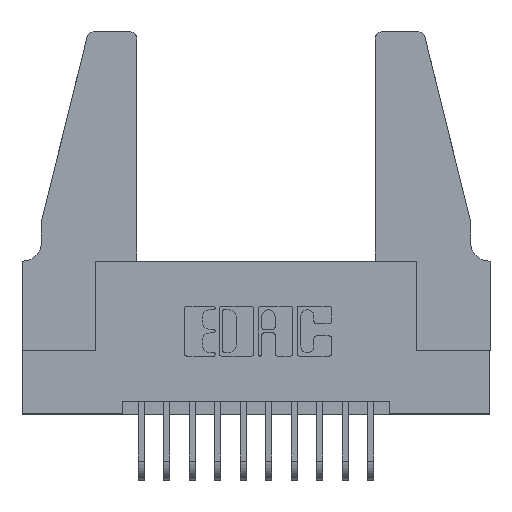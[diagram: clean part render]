
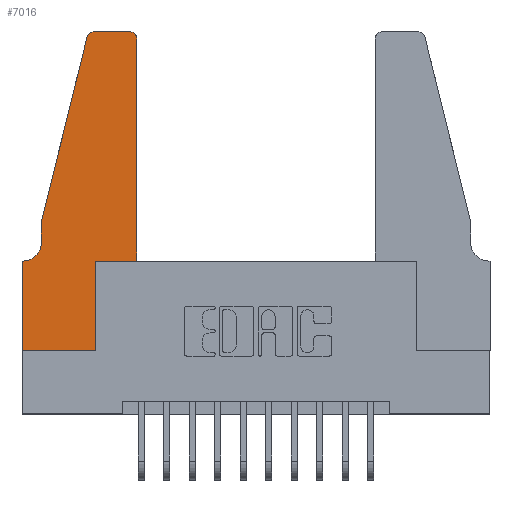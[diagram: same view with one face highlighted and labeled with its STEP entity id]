
A CAD part, top view. The second image highlights one B-rep face of the part: STEP entity #7016.
In plain terms, the highlighted planar face has unit normal (0, 0, 1).
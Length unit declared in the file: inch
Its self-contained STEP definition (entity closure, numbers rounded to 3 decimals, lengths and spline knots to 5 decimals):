
#154 = VERTEX_POINT ( 'NONE', #11093 ) ;
#161 = VERTEX_POINT ( 'NONE', #206 ) ;
#206 = CARTESIAN_POINT ( 'NONE',  ( 0.0755, 0.5, 0.37 ) ) ;
#221 = LINE ( 'NONE', #12802, #11492 ) ;
#284 = CARTESIAN_POINT ( 'NONE',  ( 0.2865, 0.35, 0.37 ) ) ;
#378 = CARTESIAN_POINT ( 'NONE',  ( 0.2865, 0.35, 0.37 ) ) ;
#420 = VERTEX_POINT ( 'NONE', #12596 ) ;
#517 = EDGE_CURVE ( 'NONE', #8966, #5012, #9786, .T. ) ;
#524 = DIRECTION ( 'NONE',  ( 0., 0., 1. ) ) ;
#625 = LINE ( 'NONE', #7955, #3506 ) ;
#659 = DIRECTION ( 'NONE',  ( -1., 0., 0. ) ) ;
#1015 = EDGE_CURVE ( 'NONE', #2648, #8966, #5869, .T. ) ;
#1167 = VERTEX_POINT ( 'NONE', #6361 ) ;
#1386 = DIRECTION ( 'NONE',  ( 1., 0., 0. ) ) ;
#1549 = VECTOR ( 'NONE', #10121, 39.37008 ) ;
#1600 = LINE ( 'NONE', #8408, #12872 ) ;
#1738 = ORIENTED_EDGE ( 'NONE', *, *, #517, .T. ) ;
#1791 = ORIENTED_EDGE ( 'NONE', *, *, #9370, .T. ) ;
#1796 = ORIENTED_EDGE ( 'NONE', *, *, #4579, .T. ) ;
#1874 = CARTESIAN_POINT ( 'NONE',  ( 0.4505, 0.35, 0.37 ) ) ;
#1905 = DIRECTION ( 'NONE',  ( 0., -1., 0. ) ) ;
#2059 = AXIS2_PLACEMENT_3D ( 'NONE', #12231, #5676, #13305 ) ;
#2304 = EDGE_CURVE ( 'NONE', #420, #154, #221, .T. ) ;
#2311 = LINE ( 'NONE', #8119, #10716 ) ;
#2322 = LINE ( 'NONE', #4192, #5226 ) ;
#2340 = VERTEX_POINT ( 'NONE', #9608 ) ;
#2427 = CIRCLE ( 'NONE', #12730, 0.07 ) ;
#2530 = ORIENTED_EDGE ( 'NONE', *, *, #6376, .T. ) ;
#2565 = ORIENTED_EDGE ( 'NONE', *, *, #2304, .T. ) ;
#2645 = DIRECTION ( 'NONE',  ( 0., 1., 0. ) ) ;
#2648 = VERTEX_POINT ( 'NONE', #284 ) ;
#3015 = AXIS2_PLACEMENT_3D ( 'NONE', #12286, #5746, #13362 ) ;
#3067 = VERTEX_POINT ( 'NONE', #7600 ) ;
#3211 = CARTESIAN_POINT ( 'NONE',  ( 0.4205, 1.25, 0.37 ) ) ;
#3506 = VECTOR ( 'NONE', #1386, 39.37008 ) ;
#3632 = CARTESIAN_POINT ( 'NONE',  ( 0.0055, 0.35, 0.37 ) ) ;
#4192 = CARTESIAN_POINT ( 'NONE',  ( 0.2605, 1.25, 0.37 ) ) ;
#4572 = PLANE ( 'NONE',  #2059 ) ;
#4579 = EDGE_CURVE ( 'NONE', #11765, #3067, #2322, .T. ) ;
#4712 = VERTEX_POINT ( 'NONE', #9868 ) ;
#4980 = EDGE_CURVE ( 'NONE', #161, #2340, #2311, .T. ) ;
#5003 = LINE ( 'NONE', #14017, #13385 ) ;
#5012 = VERTEX_POINT ( 'NONE', #8165 ) ;
#5113 = LINE ( 'NONE', #378, #1549 ) ;
#5226 = VECTOR ( 'NONE', #10746, 39.37008 ) ;
#5676 = DIRECTION ( 'NONE',  ( 0., 0., 1. ) ) ;
#5746 = DIRECTION ( 'NONE',  ( 0., 0., 1. ) ) ;
#5869 = LINE ( 'NONE', #6949, #8421 ) ;
#6297 = ORIENTED_EDGE ( 'NONE', *, *, #13240, .T. ) ;
#6361 = CARTESIAN_POINT ( 'NONE',  ( 0.25487, 1.22718, 0.37 ) ) ;
#6376 = EDGE_CURVE ( 'NONE', #12579, #420, #1600, .T. ) ;
#6573 = VECTOR ( 'NONE', #2645, 39.37008 ) ;
#6949 = CARTESIAN_POINT ( 'NONE',  ( 0.4505, 0.35, 0.37 ) ) ;
#7016 = ADVANCED_FACE ( 'NONE', ( #9487 ), #4572, .T. ) ;
#7051 = CARTESIAN_POINT ( 'NONE',  ( 0.4205, 1.22, 0.37 ) ) ;
#7183 = DIRECTION ( 'NONE',  ( 0., 0., -1. ) ) ;
#7321 = DIRECTION ( 'NONE',  ( -1., 0., 0. ) ) ;
#7372 = CARTESIAN_POINT ( 'NONE',  ( 0.4505, 0.35, 0.37 ) ) ;
#7600 = CARTESIAN_POINT ( 'NONE',  ( 0.284, 1.25, 0.37 ) ) ;
#7955 = CARTESIAN_POINT ( 'NONE',  ( 0., 0., 0.37 ) ) ;
#8119 = CARTESIAN_POINT ( 'NONE',  ( 0.0755, 0.5, 0.37 ) ) ;
#8149 = DIRECTION ( 'NONE',  ( 1., 0., 0. ) ) ;
#8165 = CARTESIAN_POINT ( 'NONE',  ( 0.4505, 1.22, 0.37 ) ) ;
#8206 = ORIENTED_EDGE ( 'NONE', *, *, #9935, .T. ) ;
#8329 = EDGE_LOOP ( 'NONE', ( #1796, #11965, #10729, #10576, #13005, #2530, #2565, #8206, #1791, #8876, #1738, #6297 ) ) ;
#8408 = CARTESIAN_POINT ( 'NONE',  ( 0.0755, 0.35, 0.37 ) ) ;
#8421 = VECTOR ( 'NONE', #9191, 39.37008 ) ;
#8876 = ORIENTED_EDGE ( 'NONE', *, *, #1015, .T. ) ;
#8966 = VERTEX_POINT ( 'NONE', #7372 ) ;
#9191 = DIRECTION ( 'NONE',  ( 1., 0., 0. ) ) ;
#9203 = DIRECTION ( 'NONE',  ( 0., -1., 0. ) ) ;
#9291 = CIRCLE ( 'NONE', #10544, 0.03 ) ;
#9370 = EDGE_CURVE ( 'NONE', #4712, #2648, #5113, .T. ) ;
#9487 = FACE_OUTER_BOUND ( 'NONE', #8329, .T. ) ;
#9608 = CARTESIAN_POINT ( 'NONE',  ( 0.0755, 0.42, 0.37 ) ) ;
#9786 = LINE ( 'NONE', #1874, #6573 ) ;
#9868 = CARTESIAN_POINT ( 'NONE',  ( 0.2865, 0., 0.37 ) ) ;
#9935 = EDGE_CURVE ( 'NONE', #154, #4712, #625, .T. ) ;
#10121 = DIRECTION ( 'NONE',  ( 0., 1., 0. ) ) ;
#10544 = AXIS2_PLACEMENT_3D ( 'NONE', #7051, #524, #8149 ) ;
#10576 = ORIENTED_EDGE ( 'NONE', *, *, #4980, .T. ) ;
#10716 = VECTOR ( 'NONE', #9203, 39.37008 ) ;
#10729 = ORIENTED_EDGE ( 'NONE', *, *, #12931, .T. ) ;
#10746 = DIRECTION ( 'NONE',  ( -1., 0., 0. ) ) ;
#10814 = DIRECTION ( 'NONE',  ( -0.239, -0.971, 0. ) ) ;
#11093 = CARTESIAN_POINT ( 'NONE',  ( 0., 0., 0.37 ) ) ;
#11492 = VECTOR ( 'NONE', #1905, 39.37008 ) ;
#11765 = VERTEX_POINT ( 'NONE', #3211 ) ;
#11822 = CIRCLE ( 'NONE', #3015, 0.03 ) ;
#11965 = ORIENTED_EDGE ( 'NONE', *, *, #12501, .T. ) ;
#12231 = CARTESIAN_POINT ( 'NONE',  ( 0., 0.35, 0.37 ) ) ;
#12286 = CARTESIAN_POINT ( 'NONE',  ( 0.284, 1.22, 0.37 ) ) ;
#12501 = EDGE_CURVE ( 'NONE', #3067, #1167, #11822, .T. ) ;
#12579 = VERTEX_POINT ( 'NONE', #3632 ) ;
#12596 = CARTESIAN_POINT ( 'NONE',  ( 0., 0.35, 0.37 ) ) ;
#12730 = AXIS2_PLACEMENT_3D ( 'NONE', #13695, #7183, #659 ) ;
#12802 = CARTESIAN_POINT ( 'NONE',  ( 0., 0., 0.37 ) ) ;
#12872 = VECTOR ( 'NONE', #7321, 39.37008 ) ;
#12931 = EDGE_CURVE ( 'NONE', #1167, #161, #5003, .T. ) ;
#13005 = ORIENTED_EDGE ( 'NONE', *, *, #13316, .T. ) ;
#13240 = EDGE_CURVE ( 'NONE', #5012, #11765, #9291, .T. ) ;
#13305 = DIRECTION ( 'NONE',  ( 1., 0., 0. ) ) ;
#13316 = EDGE_CURVE ( 'NONE', #2340, #12579, #2427, .T. ) ;
#13362 = DIRECTION ( 'NONE',  ( 1., 0., 0. ) ) ;
#13385 = VECTOR ( 'NONE', #10814, 39.37008 ) ;
#13695 = CARTESIAN_POINT ( 'NONE',  ( 0.0055, 0.42, 0.37 ) ) ;
#14017 = CARTESIAN_POINT ( 'NONE',  ( 0.0755, 0.5, 0.37 ) ) ;
